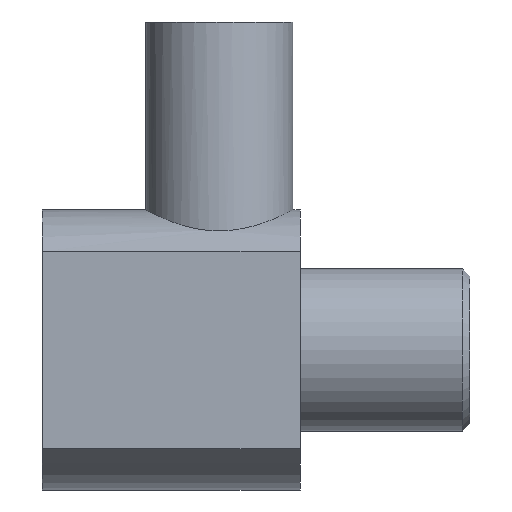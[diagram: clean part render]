
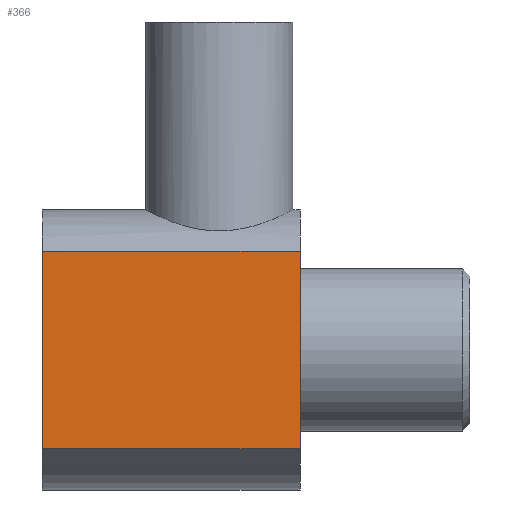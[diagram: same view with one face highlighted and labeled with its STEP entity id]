
A CAD part, left-side view. The second image highlights one B-rep face of the part: STEP entity #366.
In plain terms, the highlighted planar face has unit normal (-1, 0, 0).
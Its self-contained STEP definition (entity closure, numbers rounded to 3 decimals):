
#327=CARTESIAN_POINT('',(-13.5,0.,-13.37));
#328=DIRECTION('',(-1.0,0.0,0.0));
#329=DIRECTION('',(0.0,0.0,1.0));
#330=AXIS2_PLACEMENT_3D('',#327,#328,#329);
#331=PLANE('',#330);
#332=CARTESIAN_POINT('',(-13.5,0.,13.37));
#333=VERTEX_POINT('',#332);
#334=CARTESIAN_POINT('',(-13.5,0.,-13.37));
#335=VERTEX_POINT('',#334);
#336=CARTESIAN_POINT('',(-13.5,0.,13.37));
#337=DIRECTION('',(0.0,0.0,-1.0));
#338=VECTOR('',#337,26.739);
#339=LINE('',#336,#338);
#340=EDGE_CURVE('',#333,#335,#339,.T.);
#341=ORIENTED_EDGE('',*,*,#340,.T.);
#342=CARTESIAN_POINT('',(-13.5,-35.,-13.37));
#343=VERTEX_POINT('',#342);
#344=CARTESIAN_POINT('',(-13.5,-35.,-13.37));
#345=DIRECTION('',(0.0,1.0,0.0));
#346=VECTOR('',#345,35.);
#347=LINE('',#344,#346);
#348=EDGE_CURVE('',#343,#335,#347,.T.);
#349=ORIENTED_EDGE('',*,*,#348,.F.);
#350=CARTESIAN_POINT('',(-13.5,-35.,13.37));
#351=VERTEX_POINT('',#350);
#352=CARTESIAN_POINT('',(-13.5,-35.,-13.37));
#353=DIRECTION('',(0.0,0.0,1.0));
#354=VECTOR('',#353,26.739);
#355=LINE('',#352,#354);
#356=EDGE_CURVE('',#343,#351,#355,.T.);
#357=ORIENTED_EDGE('',*,*,#356,.T.);
#358=CARTESIAN_POINT('',(-13.5,0.,13.37));
#359=DIRECTION('',(0.0,-1.0,0.0));
#360=VECTOR('',#359,35.);
#361=LINE('',#358,#360);
#362=EDGE_CURVE('',#333,#351,#361,.T.);
#363=ORIENTED_EDGE('',*,*,#362,.F.);
#364=EDGE_LOOP('',(#341,#349,#357,#363));
#365=FACE_OUTER_BOUND('',#364,.T.);
#366=ADVANCED_FACE('',(#365),#331,.T.);
